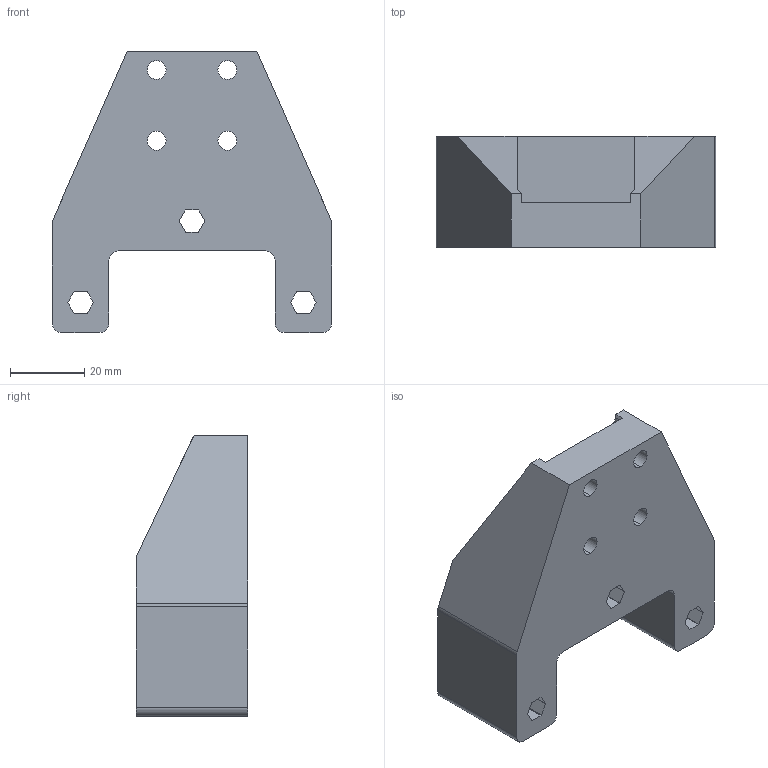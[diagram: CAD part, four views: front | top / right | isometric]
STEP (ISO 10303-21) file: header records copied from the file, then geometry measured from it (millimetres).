
FILE_DESCRIPTION (( 'STEP AP203' ), '1' );
FILE_NAME ('hand_arm_link_Default_sldprt.STEP', '2019-04-05T22:49:03', ( '' ), ( '' ), 'SwSTEP 2.0', 'SolidWorks 2018', '' );
FILE_SCHEMA (( 'CONFIG_CONTROL_DESIGN' ));
Length unit declared in the file: millimetre
Products named in the file (1): hand_arm_link_Default_sldprt
Bounding box: 75.23 x 30 x 75.72 mm (x, y, z)
Volume: 87990.4 mm3; surface area: 19223 mm2
Topology: 1 solids, 1 shells, 74 faces, 214 edges, 142 vertices
Faces by surface type: plane 38, cylinder 36
Entity records: 2557 total; most frequent: CARTESIAN_POINT 437, DIRECTION 432, ORIENTED_EDGE 428, EDGE_CURVE 214, AXIS2_PLACEMENT_3D 145, VERTEX_POINT 142, VECTOR 142, LINE 142
